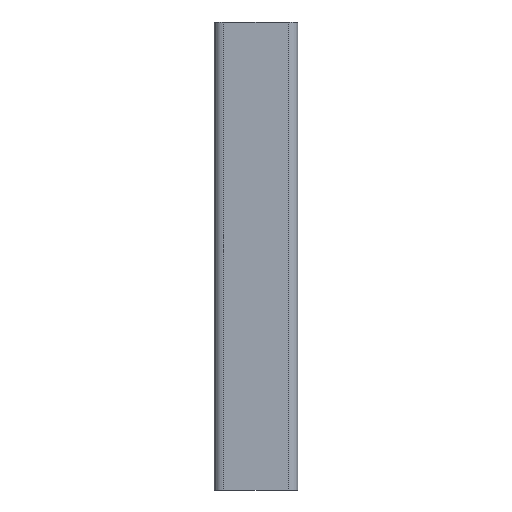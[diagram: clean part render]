
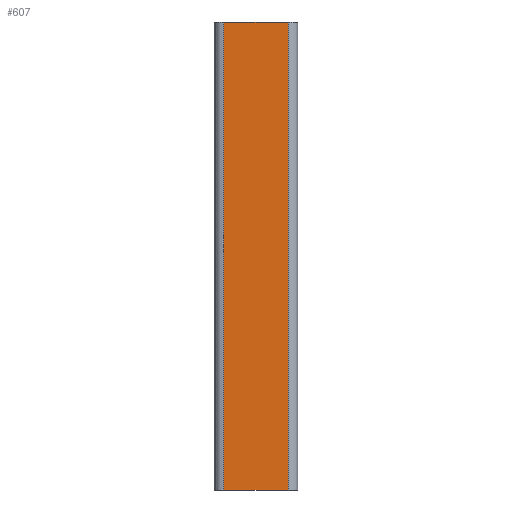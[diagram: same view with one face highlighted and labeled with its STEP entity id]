
A CAD part, left-side view. The second image highlights one B-rep face of the part: STEP entity #607.
In plain terms, the highlighted planar face has unit normal (-1, 0, 0).
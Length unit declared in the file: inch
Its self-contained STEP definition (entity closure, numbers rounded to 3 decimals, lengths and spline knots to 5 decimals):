
#27 = VECTOR ( 'NONE', #255, 39.37008 ) ;
#28 = VECTOR ( 'NONE', #261, 39.37008 ) ;
#30 = VECTOR ( 'NONE', #270, 39.37008 ) ;
#43 = AXIS2_PLACEMENT_3D ( 'NONE', #196, #190, #189 ) ;
#50 = VECTOR ( 'NONE', #282, 39.37008 ) ;
#121 = CARTESIAN_POINT ( 'NONE',  ( -1.07, 0.82875, 6. ) ) ;
#189 = DIRECTION ( 'NONE',  ( 0., 0., -1. ) ) ;
#190 = DIRECTION ( 'NONE',  ( 1., 0., 0. ) ) ;
#192 = PLANE ( 'NONE',  #43 ) ;
#193 = FACE_OUTER_BOUND ( 'NONE', #409, .T. ) ;
#196 = CARTESIAN_POINT ( 'NONE',  ( -1.07, -0.82875, 6. ) ) ;
#255 = DIRECTION ( 'NONE',  ( 0., 0., -1. ) ) ;
#261 = DIRECTION ( 'NONE',  ( 0., 0., -1. ) ) ;
#262 = CARTESIAN_POINT ( 'NONE',  ( -1.07, -0.82875, 6. ) ) ;
#263 = LINE ( 'NONE', #271, #27 ) ;
#264 = LINE ( 'NONE', #262, #28 ) ;
#270 = DIRECTION ( 'NONE',  ( 0., -1., 0. ) ) ;
#271 = CARTESIAN_POINT ( 'NONE',  ( -1.07, 0.82875, 6. ) ) ;
#280 = CARTESIAN_POINT ( 'NONE',  ( -1.07, -0.82875, -6. ) ) ;
#281 = LINE ( 'NONE', #280, #30 ) ;
#282 = DIRECTION ( 'NONE',  ( 0., -1., 0. ) ) ;
#283 = CARTESIAN_POINT ( 'NONE',  ( -1.07, -0.82875, 6. ) ) ;
#284 = VERTEX_POINT ( 'NONE', #403 ) ;
#285 = LINE ( 'NONE', #283, #50 ) ;
#295 = ORIENTED_EDGE ( 'NONE', *, *, #581, .F. ) ;
#350 = ORIENTED_EDGE ( 'NONE', *, *, #589, .T. ) ;
#356 = CARTESIAN_POINT ( 'NONE',  ( -1.07, -0.82875, -6. ) ) ;
#403 = CARTESIAN_POINT ( 'NONE',  ( -1.07, -0.82875, 6. ) ) ;
#409 = EDGE_LOOP ( 'NONE', ( #512, #513, #295, #350 ) ) ;
#415 = CARTESIAN_POINT ( 'NONE',  ( -1.07, 0.82875, -6. ) ) ;
#479 = VERTEX_POINT ( 'NONE', #121 ) ;
#512 = ORIENTED_EDGE ( 'NONE', *, *, #584, .T. ) ;
#513 = ORIENTED_EDGE ( 'NONE', *, *, #587, .F. ) ;
#535 = VERTEX_POINT ( 'NONE', #415 ) ;
#536 = VERTEX_POINT ( 'NONE', #356 ) ;
#581 = EDGE_CURVE ( 'NONE', #479, #284, #285, .T. ) ;
#584 = EDGE_CURVE ( 'NONE', #535, #536, #281, .T. ) ;
#587 = EDGE_CURVE ( 'NONE', #284, #536, #264, .T. ) ;
#589 = EDGE_CURVE ( 'NONE', #479, #535, #263, .T. ) ;
#607 = ADVANCED_FACE ( 'NONE', ( #193 ), #192, .F. ) ;
